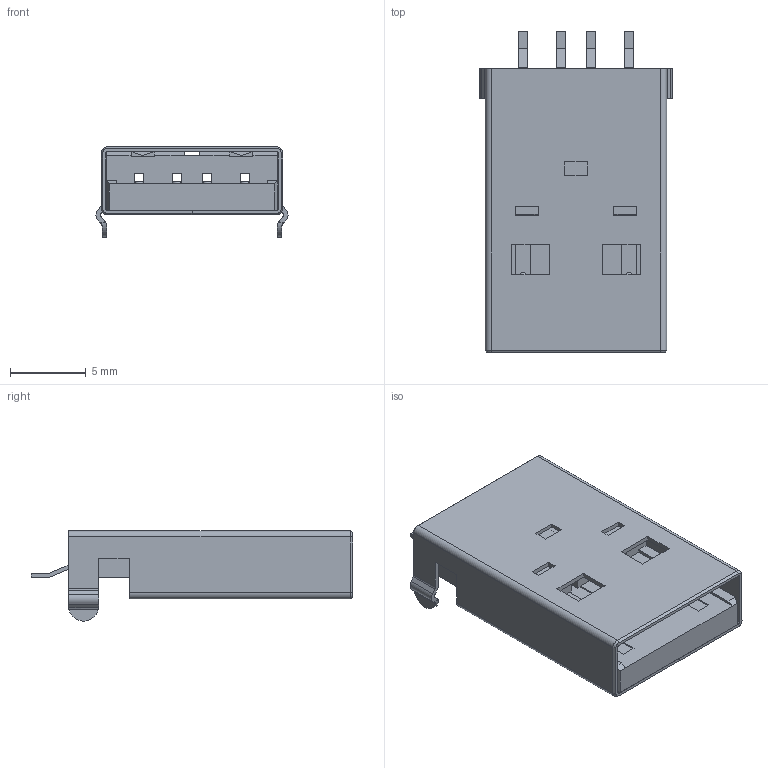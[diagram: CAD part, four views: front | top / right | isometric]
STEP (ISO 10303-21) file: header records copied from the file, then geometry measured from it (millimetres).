
FILE_DESCRIPTION(/* description */ (''),/* implementation_level */ '2;1');
FILE_NAME(/* name */ '0480371000.stp',/* time_stamp */ '2025-09-12T00:22:29+02:00',/* author */ (''),/* organization */ (''),/* preprocessor_version */ 'ST-DEVELOPER v20.1',/* originating_system */ 'Autodesk Translation Framework v14.10.0.0',/* authorisation */ '');
FILE_SCHEMA (('AUTOMOTIVE_DESIGN { 1 0 10303 214 3 1 1 }'));
Length unit declared in the file: millimetre
Products named in the file (2): 0480371000; 480371000_stp v2
Assembly tree (1 placements, depth 2):
  0480371000
    480371000_stp v2
Bounding box: 12.7 x 21.28 x 5.97 mm (x, y, z)
Volume: 699.5 mm3; surface area: 1876.9 mm2
Topology: 6 solids, 6 shells, 347 faces, 981 edges, 644 vertices
Faces by surface type: plane 255, cylinder 78, bspline 8, cone 6
Full cylindrical faces by diameter (mm): 1 x2
Entity records: 11523 total; most frequent: CARTESIAN_POINT 2311, ORIENTED_EDGE 1962, DIRECTION 1827, EDGE_CURVE 981, LINE 795, VECTOR 795, VERTEX_POINT 644, AXIS2_PLACEMENT_3D 516
